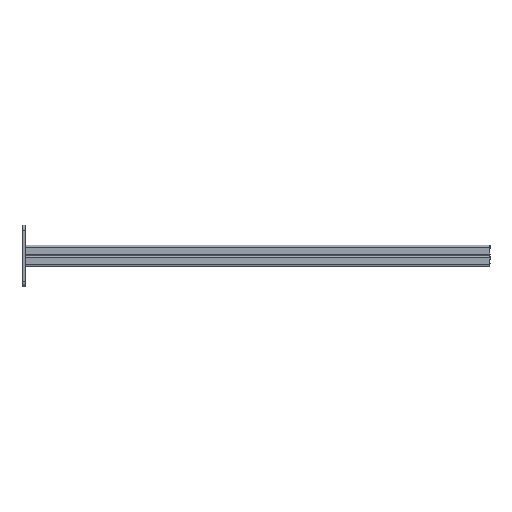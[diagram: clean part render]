
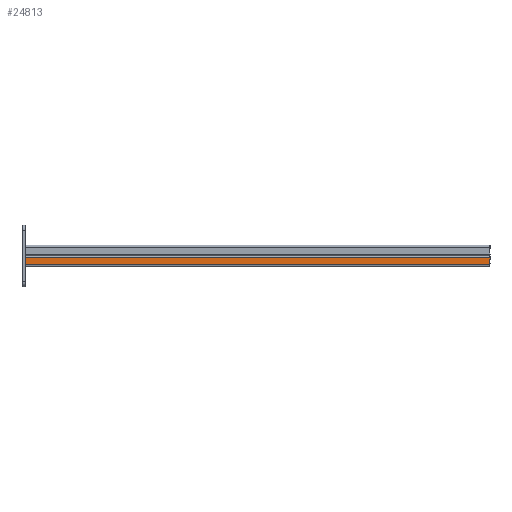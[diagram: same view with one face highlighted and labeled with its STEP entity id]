
A CAD part, front view. The second image highlights one B-rep face of the part: STEP entity #24813.
In plain terms, the highlighted face is planar.
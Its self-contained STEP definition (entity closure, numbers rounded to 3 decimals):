
#93 = CARTESIAN_POINT ( 'NONE',  ( -20.5, 3.75, -900. ) ) ;
#3672 = CARTESIAN_POINT ( 'NONE',  ( -20.5, 0., -450. ) ) ;
#4307 = VECTOR ( 'NONE', #48373, 1000. ) ;
#4549 = ORIENTED_EDGE ( 'NONE', *, *, #6378, .T. ) ;
#5393 = FACE_OUTER_BOUND ( 'NONE', #16464, .T. ) ;
#6056 = EDGE_CURVE ( 'NONE', #15570, #40343, #48574, .T. ) ;
#6167 = LINE ( 'NONE', #20397, #4307 ) ;
#6378 = EDGE_CURVE ( 'NONE', #23834, #15570, #8742, .T. ) ;
#8742 = LINE ( 'NONE', #38444, #52248 ) ;
#10323 = CARTESIAN_POINT ( 'NONE',  ( -20.5, 3.75, 0. ) ) ;
#11717 = CARTESIAN_POINT ( 'NONE',  ( -20.5, 17.25, -900. ) ) ;
#12286 = DIRECTION ( 'NONE',  ( 1., 0., 0. ) ) ;
#13587 = CARTESIAN_POINT ( 'NONE',  ( -20.5, 0., -900. ) ) ;
#13791 = ORIENTED_EDGE ( 'NONE', *, *, #14234, .F. ) ;
#13793 = AXIS2_PLACEMENT_3D ( 'NONE', #3672, #12286, #31724 ) ;
#14234 = EDGE_CURVE ( 'NONE', #43490, #40343, #6167, .T. ) ;
#15570 = VERTEX_POINT ( 'NONE', #10323 ) ;
#16464 = EDGE_LOOP ( 'NONE', ( #40107, #13791, #29600, #4549 ) ) ;
#19916 = PLANE ( 'NONE',  #13793 ) ;
#20397 = CARTESIAN_POINT ( 'NONE',  ( -20.5, 17.25, -450. ) ) ;
#23834 = VERTEX_POINT ( 'NONE', #93 ) ;
#24542 = DIRECTION ( 'NONE',  ( 0., 1., 0. ) ) ;
#24813 = ADVANCED_FACE ( 'NONE', ( #5393 ), #19916, .F. ) ;
#25553 = VECTOR ( 'NONE', #30150, 1000. ) ;
#25638 = EDGE_CURVE ( 'NONE', #23834, #43490, #27437, .T. ) ;
#26771 = CARTESIAN_POINT ( 'NONE',  ( -20.5, 17.25, 0. ) ) ;
#27437 = LINE ( 'NONE', #13587, #25553 ) ;
#29600 = ORIENTED_EDGE ( 'NONE', *, *, #25638, .F. ) ;
#30150 = DIRECTION ( 'NONE',  ( 0., 1., 0. ) ) ;
#31724 = DIRECTION ( 'NONE',  ( 0., 0., -1. ) ) ;
#38098 = DIRECTION ( 'NONE',  ( 0., 0., 1. ) ) ;
#38444 = CARTESIAN_POINT ( 'NONE',  ( -20.5, 3.75, -450. ) ) ;
#38459 = VECTOR ( 'NONE', #24542, 1000. ) ;
#40107 = ORIENTED_EDGE ( 'NONE', *, *, #6056, .T. ) ;
#40343 = VERTEX_POINT ( 'NONE', #26771 ) ;
#43490 = VERTEX_POINT ( 'NONE', #11717 ) ;
#48373 = DIRECTION ( 'NONE',  ( 0., 0., 1. ) ) ;
#48574 = LINE ( 'NONE', #48642, #38459 ) ;
#48642 = CARTESIAN_POINT ( 'NONE',  ( -20.5, 0., 0. ) ) ;
#52248 = VECTOR ( 'NONE', #38098, 1000. ) ;
